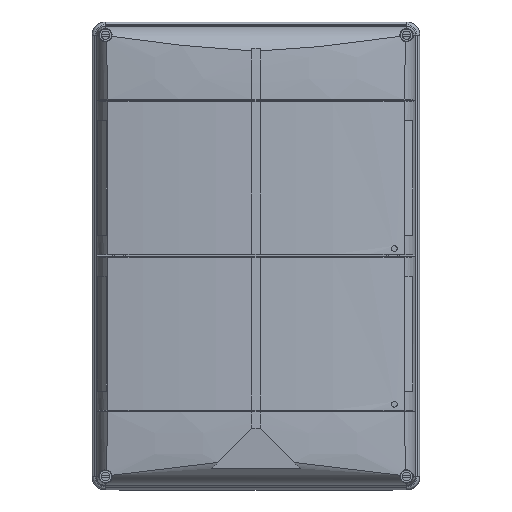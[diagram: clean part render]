
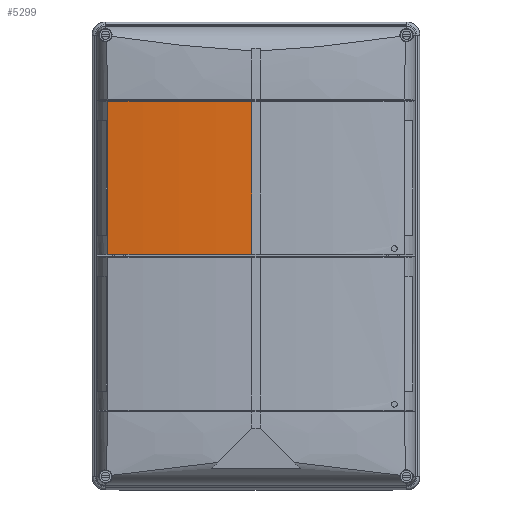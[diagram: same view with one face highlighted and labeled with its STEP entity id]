
A CAD part, top view. The second image highlights one B-rep face of the part: STEP entity #5299.
In plain terms, the highlighted cylindrical face has radius 1153.5 mm (diameter 2307 mm), a partial arc.
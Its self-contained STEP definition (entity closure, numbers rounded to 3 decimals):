
#5299 = ADVANCED_FACE( '', ( #12210 ), #12211, .T. );
#12210 = FACE_OUTER_BOUND( '', #20927, .T. );
#12211 = CYLINDRICAL_SURFACE( '', #20928, 1153.5 );
#20927 = EDGE_LOOP( '', ( #36395, #36396, #36397, #36398 ) );
#20928 = AXIS2_PLACEMENT_3D( '', #36399, #36400, #36401 );
#36395 = ORIENTED_EDGE( '', *, *, #51620, .T. );
#36396 = ORIENTED_EDGE( '', *, *, #54862, .F. );
#36397 = ORIENTED_EDGE( '', *, *, #54374, .F. );
#36398 = ORIENTED_EDGE( '', *, *, #55181, .F. );
#36399 = CARTESIAN_POINT( '', ( 0.002, 75., -1125.9 ) );
#36400 = DIRECTION( '', ( 0., 1., 0. ) );
#36401 = DIRECTION( '', ( 0., 0., -1. ) );
#51620 = EDGE_CURVE( '', #62515, #62513, #62516, .T. );
#54374 = EDGE_CURVE( '', #66905, #66907, #66908, .T. );
#54862 = EDGE_CURVE( '', #66907, #62513, #67627, .F. );
#55181 = EDGE_CURVE( '', #62515, #66905, #68080, .F. );
#62513 = VERTEX_POINT( '', #77970 );
#62515 = VERTEX_POINT( '', #77972 );
#62516 = LINE( '', #77973, #77974 );
#66905 = VERTEX_POINT( '', #85317 );
#66907 = VERTEX_POINT( '', #85320 );
#66908 = LINE( '', #85321, #85322 );
#67627 = ELLIPSE( '', #86411, 1153.676, 1153.5 );
#68080 = ELLIPSE( '', #87068, 1153.676, 1153.5 );
#77970 = CARTESIAN_POINT( '', ( -143.084, -73.7, 18.691 ) );
#77972 = CARTESIAN_POINT( '', ( -143.084, 73.7, 18.691 ) );
#77973 = CARTESIAN_POINT( '', ( -143.084, 75., 18.691 ) );
#77974 = VECTOR( '', #96539, 1000. );
#85317 = CARTESIAN_POINT( '', ( -3.991, 73.545, 27.593 ) );
#85320 = CARTESIAN_POINT( '', ( -3.991, -73.545, 27.593 ) );
#85321 = CARTESIAN_POINT( '', ( -3.991, 75., 27.593 ) );
#85322 = VECTOR( '', #99818, 1000. );
#86411 = AXIS2_PLACEMENT_3D( '', #100424, #100425, #100426 );
#87068 = AXIS2_PLACEMENT_3D( '', #100795, #100796, #100797 );
#96539 = DIRECTION( '', ( 0., -1., 0. ) );
#99818 = DIRECTION( '', ( 0., -1., 0. ) );
#100424 = CARTESIAN_POINT( '', ( 0.002, -93.679, -1125.9 ) );
#100425 = DIRECTION( '', ( 0., 1., -0.017 ) );
#100426 = DIRECTION( '', ( 0., -0.017, -1. ) );
#100795 = CARTESIAN_POINT( '', ( 0.002, 93.679, -1125.9 ) );
#100796 = DIRECTION( '', ( 0., -1., -0.017 ) );
#100797 = DIRECTION( '', ( 0., -0.017, 1. ) );
